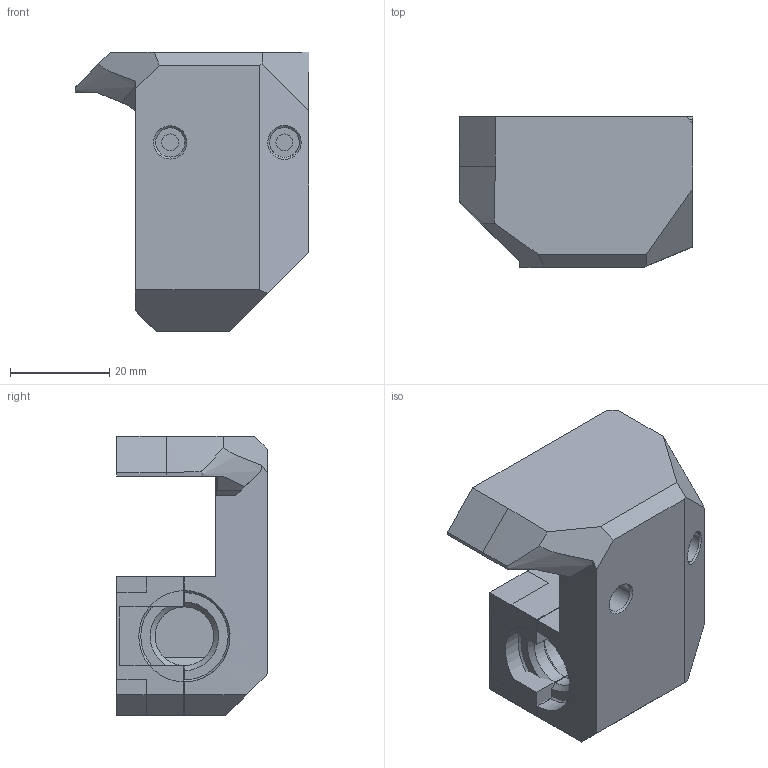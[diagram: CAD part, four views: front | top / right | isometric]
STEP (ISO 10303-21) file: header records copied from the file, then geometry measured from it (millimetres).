
FILE_DESCRIPTION(/* description */ (''),/* implementation_level */ '2;1');
FILE_NAME(/* name */ 'Upper_Z_umbilical_PUG.step',/* time_stamp */ '2025-10-14T13:37:45+03:00',/* author */ (''),/* organization */ (''),/* preprocessor_version */ 'ST-DEVELOPER v20.1',/* originating_system */ 'Autodesk Translation Framework v14.17.0.0',/* authorisation */ '');
FILE_SCHEMA (('AUTOMOTIVE_DESIGN { 1 0 10303 214 3 1 1 }'));
Length unit declared in the file: millimetre
Products named in the file (1): Trident_Umbilical_PUG
Bounding box: 47.1 x 30.33 x 56.26 mm (x, y, z)
Volume: 33532.7 mm3; surface area: 15320.3 mm2
Topology: 3 solids, 3 shells, 128 faces, 352 edges, 233 vertices
Faces by surface type: plane 87, cylinder 25, cone 13, bspline 3
Full cylindrical faces by diameter (mm): 2.8 x3, 3.4 x4, 5.894 x1, 6 x1
Entity records: 4298 total; most frequent: CARTESIAN_POINT 1004, ORIENTED_EDGE 702, DIRECTION 630, EDGE_CURVE 351, LINE 268, VECTOR 268, VERTEX_POINT 233, AXIS2_PLACEMENT_3D 181
